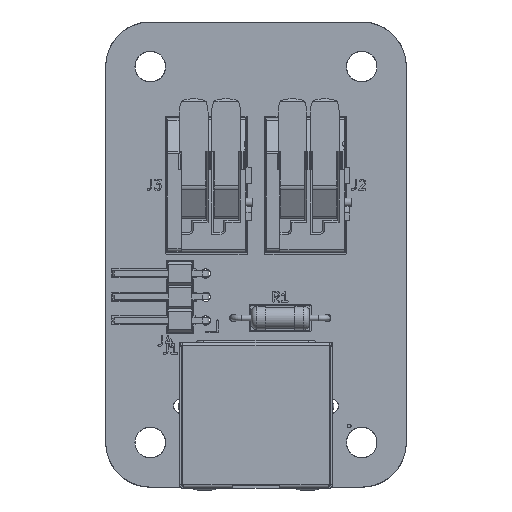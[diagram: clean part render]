
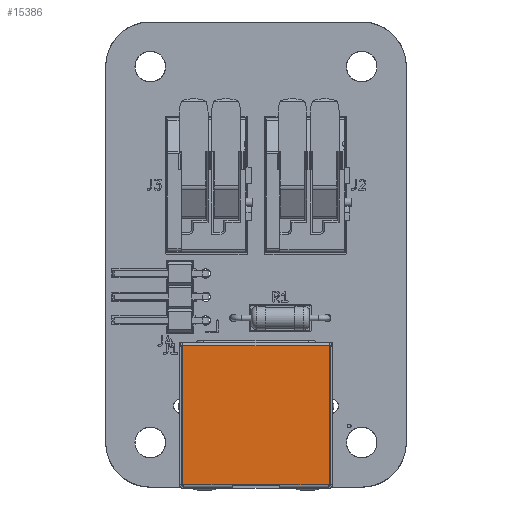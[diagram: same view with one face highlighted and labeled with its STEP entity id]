
A CAD part, top view. The second image highlights one B-rep face of the part: STEP entity #15386.
In plain terms, the highlighted face is planar.
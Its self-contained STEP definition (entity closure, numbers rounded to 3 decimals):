
#13901 = VERTEX_POINT('',#13902);
#13902 = CARTESIAN_POINT('',(-2.55,13.208,5.111));
#13909 = EDGE_CURVE('',#13910,#13901,#13912,.T.);
#13910 = VERTEX_POINT('',#13911);
#13911 = CARTESIAN_POINT('',(-7.843,13.208,5.111));
#13912 = LINE('',#13913,#13914);
#13913 = CARTESIAN_POINT('',(0.,13.208,5.111));
#13914 = VECTOR('',#13915,1.);
#13915 = DIRECTION('',(1.,0.,0.));
#14777 = VERTEX_POINT('',#14778);
#14778 = CARTESIAN_POINT('',(-7.934,13.208,-9.937));
#14793 = VERTEX_POINT('',#14794);
#14794 = CARTESIAN_POINT('',(-7.934,13.208,5.049));
#14800 = EDGE_CURVE('',#14777,#14793,#14801,.T.);
#14801 = LINE('',#14802,#14803);
#14802 = CARTESIAN_POINT('',(-7.934,13.208,0.));
#14803 = VECTOR('',#14804,1.);
#14804 = DIRECTION('',(0.,0.,1.));
#14824 = VERTEX_POINT('',#14825);
#14825 = CARTESIAN_POINT('',(-7.843,13.208,5.049));
#14831 = EDGE_CURVE('',#14793,#14824,#14832,.T.);
#14832 = LINE('',#14833,#14834);
#14833 = CARTESIAN_POINT('',(0.,13.208,5.049));
#14834 = VECTOR('',#14835,1.);
#14835 = DIRECTION('',(1.,0.,0.));
#14858 = EDGE_CURVE('',#14824,#13910,#14859,.T.);
#14859 = LINE('',#14860,#14861);
#14860 = CARTESIAN_POINT('',(-7.843,13.208,0.));
#14861 = VECTOR('',#14862,1.);
#14862 = DIRECTION('',(-0.,0.,1.));
#15227 = VERTEX_POINT('',#15228);
#15228 = CARTESIAN_POINT('',(7.843,13.208,5.111));
#15259 = VERTEX_POINT('',#15260);
#15260 = CARTESIAN_POINT('',(7.843,13.208,5.049));
#15266 = EDGE_CURVE('',#15227,#15259,#15267,.T.);
#15267 = LINE('',#15268,#15269);
#15268 = CARTESIAN_POINT('',(7.843,13.208,0.));
#15269 = VECTOR('',#15270,1.);
#15270 = DIRECTION('',(0.,0.,-1.));
#15290 = VERTEX_POINT('',#15291);
#15291 = CARTESIAN_POINT('',(7.934,13.208,5.049));
#15297 = EDGE_CURVE('',#15259,#15290,#15298,.T.);
#15298 = LINE('',#15299,#15300);
#15299 = CARTESIAN_POINT('',(0.,13.208,5.049));
#15300 = VECTOR('',#15301,1.);
#15301 = DIRECTION('',(1.,0.,0.));
#15321 = VERTEX_POINT('',#15322);
#15322 = CARTESIAN_POINT('',(7.934,13.208,-9.937));
#15328 = EDGE_CURVE('',#15290,#15321,#15329,.T.);
#15329 = LINE('',#15330,#15331);
#15330 = CARTESIAN_POINT('',(7.934,13.208,0.));
#15331 = VECTOR('',#15332,1.);
#15332 = DIRECTION('',(0.,0.,-1.));
#15386 = ADVANCED_FACE('',(#15387),#15416,.F.);
#15387 = FACE_BOUND('',#15388,.T.);
#15388 = EDGE_LOOP('',(#15389,#15390,#15396,#15397,#15398,#15399,#15400,
    #15408,#15414,#15415));
#15389 = ORIENTED_EDGE('',*,*,#15328,.T.);
#15390 = ORIENTED_EDGE('',*,*,#15391,.T.);
#15391 = EDGE_CURVE('',#15321,#14777,#15392,.T.);
#15392 = LINE('',#15393,#15394);
#15393 = CARTESIAN_POINT('',(0.,13.208,-9.937));
#15394 = VECTOR('',#15395,1.);
#15395 = DIRECTION('',(-1.,0.,0.));
#15396 = ORIENTED_EDGE('',*,*,#14800,.T.);
#15397 = ORIENTED_EDGE('',*,*,#14831,.T.);
#15398 = ORIENTED_EDGE('',*,*,#14858,.T.);
#15399 = ORIENTED_EDGE('',*,*,#13909,.T.);
#15400 = ORIENTED_EDGE('',*,*,#15401,.F.);
#15401 = EDGE_CURVE('',#15402,#13901,#15404,.T.);
#15402 = VERTEX_POINT('',#15403);
#15403 = CARTESIAN_POINT('',(2.55,13.208,5.111));
#15404 = LINE('',#15405,#15406);
#15405 = CARTESIAN_POINT('',(2.55,13.208,5.111));
#15406 = VECTOR('',#15407,1.);
#15407 = DIRECTION('',(-1.,0.,0.));
#15408 = ORIENTED_EDGE('',*,*,#15409,.T.);
#15409 = EDGE_CURVE('',#15402,#15227,#15410,.T.);
#15410 = LINE('',#15411,#15412);
#15411 = CARTESIAN_POINT('',(0.,13.208,5.111));
#15412 = VECTOR('',#15413,1.);
#15413 = DIRECTION('',(1.,0.,0.));
#15414 = ORIENTED_EDGE('',*,*,#15266,.T.);
#15415 = ORIENTED_EDGE('',*,*,#15297,.T.);
#15416 = PLANE('',#15417);
#15417 = AXIS2_PLACEMENT_3D('',#15418,#15419,#15420);
#15418 = CARTESIAN_POINT('',(0.,13.208,0.));
#15419 = DIRECTION('',(0.,-1.,0.));
#15420 = DIRECTION('',(0.,-0.,-1.));
